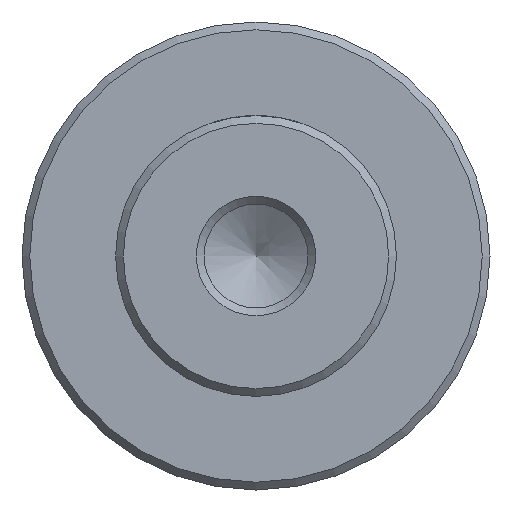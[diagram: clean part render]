
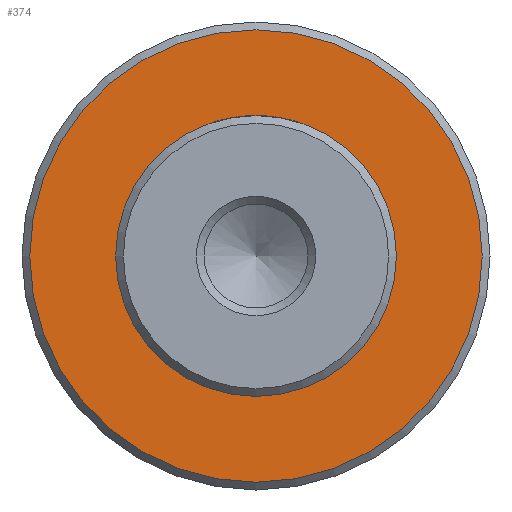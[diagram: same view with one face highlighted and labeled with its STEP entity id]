
A CAD part, left-side view. The second image highlights one B-rep face of the part: STEP entity #374.
In plain terms, the highlighted planar face has unit normal (-1, 0, 0).
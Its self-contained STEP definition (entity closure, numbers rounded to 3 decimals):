
#340=CARTESIAN_POINT('',(0.0,14.5,0.));
#341=VERTEX_POINT('',#340);
#342=CARTESIAN_POINT('',(0.,0.,0.0));
#343=DIRECTION('',(1.0,0.0,0.0));
#344=DIRECTION('',(0.0,-1.0,0.0));
#345=AXIS2_PLACEMENT_3D('',#342,#343,#344);
#346=CIRCLE('',#345,14.5);
#347=EDGE_CURVE('',#341,#341,#346,.T.);
#355=CARTESIAN_POINT('',(0.0,12.,0.0));
#356=DIRECTION('',(-1.0,0.0,0.0));
#357=DIRECTION('',(0.0,0.0,1.0));
#358=AXIS2_PLACEMENT_3D('',#355,#356,#357);
#359=PLANE('',#358);
#360=ORIENTED_EDGE('',*,*,#347,.F.);
#361=EDGE_LOOP('',(#360));
#362=FACE_OUTER_BOUND('',#361,.T.);
#363=CARTESIAN_POINT('',(0.0,9.,0.0));
#364=VERTEX_POINT('',#363);
#365=CARTESIAN_POINT('',(0.0,0.,0.0));
#366=DIRECTION('',(1.0,0.0,0.0));
#367=DIRECTION('',(0.0,1.0,0.0));
#368=AXIS2_PLACEMENT_3D('',#365,#366,#367);
#369=CIRCLE('',#368,9.);
#370=EDGE_CURVE('',#364,#364,#369,.T.);
#371=ORIENTED_EDGE('',*,*,#370,.T.);
#372=EDGE_LOOP('',(#371));
#373=FACE_BOUND('',#372,.T.);
#374=ADVANCED_FACE('',(#362,#373),#359,.T.);
